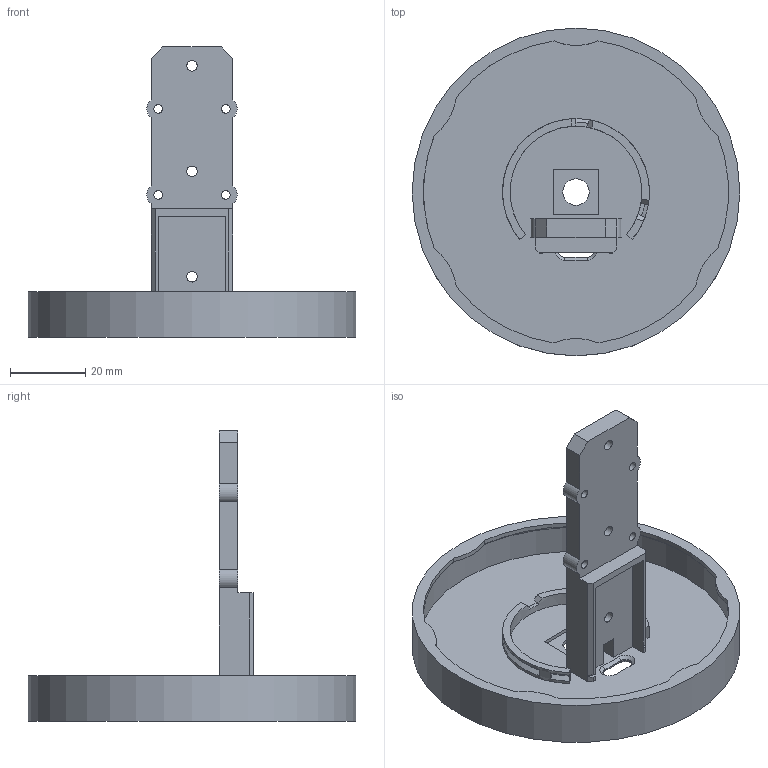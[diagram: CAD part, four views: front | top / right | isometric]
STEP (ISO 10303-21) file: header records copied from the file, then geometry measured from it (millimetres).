
FILE_DESCRIPTION(/* description */ (''),/* implementation_level */ '2;1');
FILE_NAME(/* name */ 'Led Jar Lid.step',/* time_stamp */ '2022-12-13T23:44:29+02:00',/* author */ (''),/* organization */ (''),/* preprocessor_version */ 'ST-DEVELOPER v19.2',/* originating_system */ 'Autodesk Translation Framework v11.17.0.187',/* authorisation */ '');
FILE_SCHEMA (('AUTOMOTIVE_DESIGN { 1 0 10303 214 3 1 1 }'));
Length unit declared in the file: millimetre
Products named in the file (2): Led Jar Parametric; Lid
Assembly tree (1 placements, depth 2):
  Led Jar Parametric
    Lid
Bounding box: 87 x 87 x 77 mm (x, y, z)
Volume: 26413.1 mm3; surface area: 23753.3 mm2
Topology: 1 solids, 1 shells, 117 faces, 307 edges, 197 vertices
Faces by surface type: plane 68, cylinder 30, cone 19
Full cylindrical faces by diameter (mm): 2.3 x4, 2.8 x3, 7 x1, 83 x1, 87 x1
Entity records: 3676 total; most frequent: CARTESIAN_POINT 660, DIRECTION 633, ORIENTED_EDGE 614, EDGE_CURVE 307, AXIS2_PLACEMENT_3D 224, VERTEX_POINT 197, LINE 185, VECTOR 185
